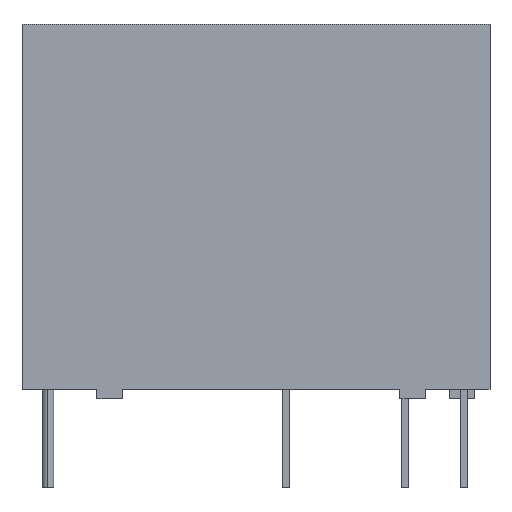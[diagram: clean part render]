
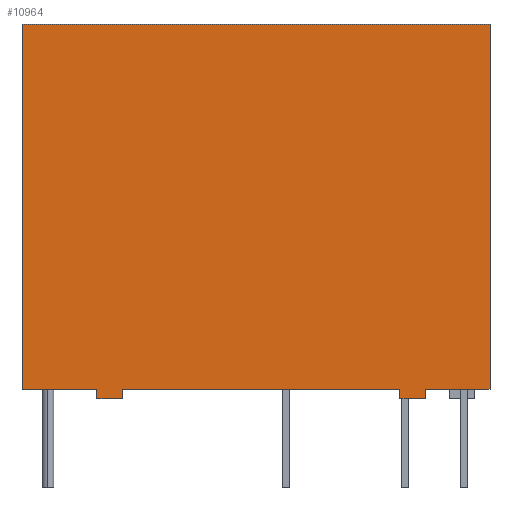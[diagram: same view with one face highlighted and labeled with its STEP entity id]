
A CAD part, front view. The second image highlights one B-rep face of the part: STEP entity #10964.
In plain terms, the highlighted planar face has unit normal (0, -1, 0).
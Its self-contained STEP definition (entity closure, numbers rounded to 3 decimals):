
#370 = EDGE_CURVE ( 'NONE', #9378, #4935, #8180, .T. ) ;
#513 = VERTEX_POINT ( 'NONE', #8242 ) ;
#582 = PLANE ( 'NONE',  #10506 ) ;
#774 = DIRECTION ( 'NONE',  ( 1., 0., 0. ) ) ;
#1326 = DIRECTION ( 'NONE',  ( 1., 0., 0. ) ) ;
#1416 = DIRECTION ( 'NONE',  ( 0., 0., -1. ) ) ;
#1429 = VECTOR ( 'NONE', #9501, 1000. ) ;
#1688 = CARTESIAN_POINT ( 'NONE',  ( -10., -5., 0.4 ) ) ;
#2144 = ORIENTED_EDGE ( 'NONE', *, *, #13340, .F. ) ;
#2271 = EDGE_CURVE ( 'NONE', #513, #13957, #4376, .T. ) ;
#2610 = ORIENTED_EDGE ( 'NONE', *, *, #5786, .T. ) ;
#2644 = VECTOR ( 'NONE', #13546, 1000. ) ;
#2732 = LINE ( 'NONE', #7883, #3566 ) ;
#2792 = LINE ( 'NONE', #14365, #5540 ) ;
#2843 = VECTOR ( 'NONE', #12240, 1000. ) ;
#2958 = CARTESIAN_POINT ( 'NONE',  ( -10., -5., 16. ) ) ;
#3002 = CARTESIAN_POINT ( 'NONE',  ( 10., -5., 0.4 ) ) ;
#3055 = CARTESIAN_POINT ( 'NONE',  ( 6.15, -5., 0. ) ) ;
#3566 = VECTOR ( 'NONE', #1326, 1000. ) ;
#3567 = VERTEX_POINT ( 'NONE', #11592 ) ;
#3613 = EDGE_CURVE ( 'NONE', #8629, #3567, #11324, .T. ) ;
#3944 = DIRECTION ( 'NONE',  ( 1., 0., 0. ) ) ;
#3959 = CARTESIAN_POINT ( 'NONE',  ( -10., -5., 16. ) ) ;
#3963 = CARTESIAN_POINT ( 'NONE',  ( -5.7, -5., 0.4 ) ) ;
#3975 = VECTOR ( 'NONE', #11746, 1000. ) ;
#4001 = VECTOR ( 'NONE', #3944, 1000. ) ;
#4197 = DIRECTION ( 'NONE',  ( 0., 0., -1. ) ) ;
#4376 = LINE ( 'NONE', #8936, #2843 ) ;
#4398 = CARTESIAN_POINT ( 'NONE',  ( -10., -5., 0.4 ) ) ;
#4628 = EDGE_CURVE ( 'NONE', #12413, #8629, #8372, .T. ) ;
#4810 = FACE_OUTER_BOUND ( 'NONE', #12114, .T. ) ;
#4852 = LINE ( 'NONE', #3963, #3975 ) ;
#4935 = VERTEX_POINT ( 'NONE', #8975 ) ;
#5035 = DIRECTION ( 'NONE',  ( -1., 0., 0. ) ) ;
#5082 = CARTESIAN_POINT ( 'NONE',  ( 6.15, -5., 0.4 ) ) ;
#5285 = VECTOR ( 'NONE', #1416, 1000. ) ;
#5297 = EDGE_CURVE ( 'NONE', #4935, #513, #9403, .T. ) ;
#5540 = VECTOR ( 'NONE', #4197, 1000. ) ;
#5597 = CARTESIAN_POINT ( 'NONE',  ( -10., -5., 0.4 ) ) ;
#5786 = EDGE_CURVE ( 'NONE', #9066, #12413, #7686, .T. ) ;
#5928 = LINE ( 'NONE', #1688, #4001 ) ;
#6171 = EDGE_CURVE ( 'NONE', #3567, #9257, #5928, .T. ) ;
#6382 = ORIENTED_EDGE ( 'NONE', *, *, #4628, .T. ) ;
#6483 = CARTESIAN_POINT ( 'NONE',  ( -5.7, -5., 0. ) ) ;
#6537 = ORIENTED_EDGE ( 'NONE', *, *, #3613, .T. ) ;
#6961 = VECTOR ( 'NONE', #7820, 1000. ) ;
#7105 = VERTEX_POINT ( 'NONE', #13505 ) ;
#7240 = ORIENTED_EDGE ( 'NONE', *, *, #370, .T. ) ;
#7425 = DIRECTION ( 'NONE',  ( 0., 0., 1. ) ) ;
#7438 = EDGE_CURVE ( 'NONE', #14327, #9378, #2792, .T. ) ;
#7686 = LINE ( 'NONE', #5082, #1429 ) ;
#7820 = DIRECTION ( 'NONE',  ( 1., 0., 0. ) ) ;
#7883 = CARTESIAN_POINT ( 'NONE',  ( -10., -5., 0.4 ) ) ;
#8180 = LINE ( 'NONE', #4398, #6961 ) ;
#8210 = EDGE_CURVE ( 'NONE', #13957, #7105, #4852, .T. ) ;
#8242 = CARTESIAN_POINT ( 'NONE',  ( -6.8, -5., 0. ) ) ;
#8292 = ORIENTED_EDGE ( 'NONE', *, *, #6171, .T. ) ;
#8372 = LINE ( 'NONE', #13497, #2644 ) ;
#8629 = VERTEX_POINT ( 'NONE', #9324 ) ;
#8633 = LINE ( 'NONE', #2958, #9493 ) ;
#8769 = ORIENTED_EDGE ( 'NONE', *, *, #2271, .T. ) ;
#8936 = CARTESIAN_POINT ( 'NONE',  ( -6.8, -5., 0. ) ) ;
#8975 = CARTESIAN_POINT ( 'NONE',  ( -6.8, -5., 0.4 ) ) ;
#9066 = VERTEX_POINT ( 'NONE', #12487 ) ;
#9215 = VERTEX_POINT ( 'NONE', #11985 ) ;
#9257 = VERTEX_POINT ( 'NONE', #3002 ) ;
#9324 = CARTESIAN_POINT ( 'NONE',  ( 7.25, -5., 0. ) ) ;
#9378 = VERTEX_POINT ( 'NONE', #5597 ) ;
#9403 = LINE ( 'NONE', #13577, #11496 ) ;
#9493 = VECTOR ( 'NONE', #774, 1000. ) ;
#9501 = DIRECTION ( 'NONE',  ( 0., 0., -1. ) ) ;
#9947 = ORIENTED_EDGE ( 'NONE', *, *, #8210, .T. ) ;
#9976 = ORIENTED_EDGE ( 'NONE', *, *, #7438, .T. ) ;
#10506 = AXIS2_PLACEMENT_3D ( 'NONE', #3959, #11696, #5035 ) ;
#10869 = CARTESIAN_POINT ( 'NONE',  ( -10., -5., 16. ) ) ;
#10964 = ADVANCED_FACE ( 'NONE', ( #4810 ), #582, .F. ) ;
#10976 = VECTOR ( 'NONE', #7425, 1000. ) ;
#10996 = EDGE_CURVE ( 'NONE', #14327, #9215, #8633, .T. ) ;
#11324 = LINE ( 'NONE', #11777, #10976 ) ;
#11496 = VECTOR ( 'NONE', #12507, 1000. ) ;
#11592 = CARTESIAN_POINT ( 'NONE',  ( 7.25, -5., 0.4 ) ) ;
#11696 = DIRECTION ( 'NONE',  ( 0., 1., 0. ) ) ;
#11720 = ORIENTED_EDGE ( 'NONE', *, *, #12121, .T. ) ;
#11746 = DIRECTION ( 'NONE',  ( 0., 0., 1. ) ) ;
#11777 = CARTESIAN_POINT ( 'NONE',  ( 7.25, -5., 0.4 ) ) ;
#11845 = ORIENTED_EDGE ( 'NONE', *, *, #10996, .F. ) ;
#11985 = CARTESIAN_POINT ( 'NONE',  ( 10., -5., 16. ) ) ;
#12114 = EDGE_LOOP ( 'NONE', ( #8292, #2144, #11845, #9976, #7240, #13806, #8769, #9947, #11720, #2610, #6382, #6537 ) ) ;
#12121 = EDGE_CURVE ( 'NONE', #7105, #9066, #2732, .T. ) ;
#12240 = DIRECTION ( 'NONE',  ( 1., 0., 0. ) ) ;
#12256 = LINE ( 'NONE', #12534, #5285 ) ;
#12413 = VERTEX_POINT ( 'NONE', #3055 ) ;
#12487 = CARTESIAN_POINT ( 'NONE',  ( 6.15, -5., 0.4 ) ) ;
#12507 = DIRECTION ( 'NONE',  ( 0., 0., -1. ) ) ;
#12534 = CARTESIAN_POINT ( 'NONE',  ( 10., -5., 16. ) ) ;
#13340 = EDGE_CURVE ( 'NONE', #9215, #9257, #12256, .T. ) ;
#13497 = CARTESIAN_POINT ( 'NONE',  ( 6.15, -5., 0. ) ) ;
#13505 = CARTESIAN_POINT ( 'NONE',  ( -5.7, -5., 0.4 ) ) ;
#13546 = DIRECTION ( 'NONE',  ( 1., 0., 0. ) ) ;
#13577 = CARTESIAN_POINT ( 'NONE',  ( -6.8, -5., 0.4 ) ) ;
#13806 = ORIENTED_EDGE ( 'NONE', *, *, #5297, .T. ) ;
#13957 = VERTEX_POINT ( 'NONE', #6483 ) ;
#14327 = VERTEX_POINT ( 'NONE', #10869 ) ;
#14365 = CARTESIAN_POINT ( 'NONE',  ( -10., -5., 16. ) ) ;
